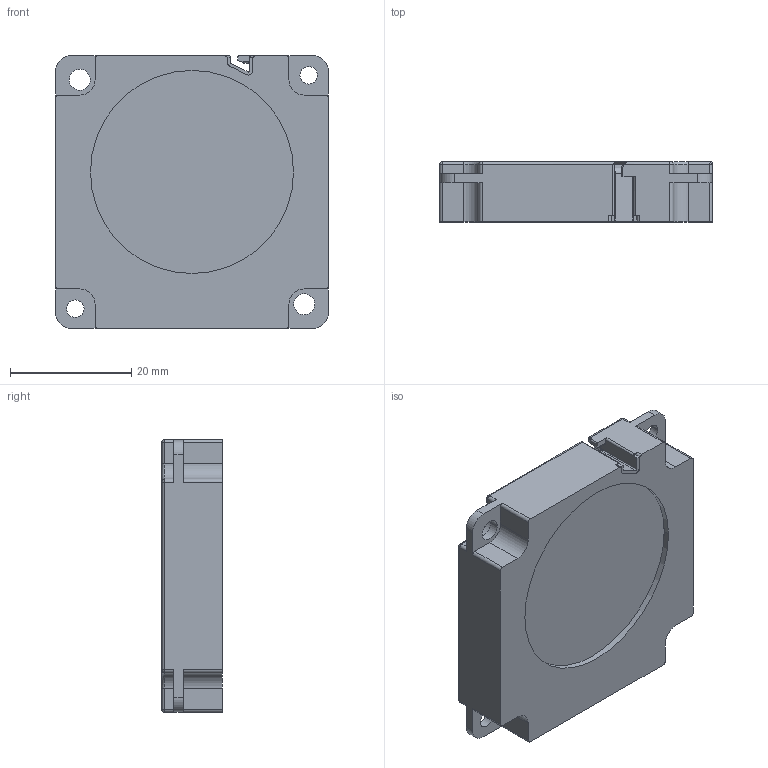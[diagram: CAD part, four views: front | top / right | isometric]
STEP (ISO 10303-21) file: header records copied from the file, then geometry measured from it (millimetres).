
FILE_DESCRIPTION((''),'2;1');
FILE_NAME('ASM0001_ASM','2013-07-08T',('DINGGUO.XU'),(''),'PRO/ENGINEER BY PARAMETRIC TECHNOLOGY CORPORATION, 2012480','PRO/ENGINEER BY PARAMETRIC TECHNOLOGY CORPORATION, 2012480','');
FILE_SCHEMA(('CONFIG_CONTROL_DESIGN'));
Length unit declared in the file: inch
Products named in the file (1): ASM0001_ASM
Bounding box: 45 x 9.95 x 45 mm (x, y, z)
Volume: 16581.3 mm3; surface area: 7213.4 mm2
Topology: 1 solids, 5 shells, 314 faces, 811 edges, 509 vertices
Faces by surface type: cylinder 137, plane 128, torus 25, bspline 10, cone 8, sphere 6
Entity records: 10144 total; most frequent: CARTESIAN_POINT 2499, ORIENTED_EDGE 1610, DIRECTION 1570, EDGE_CURVE 805, AXIS2_PLACEMENT_3D 560, VERTEX_POINT 509, VECTOR 450, LINE 450
